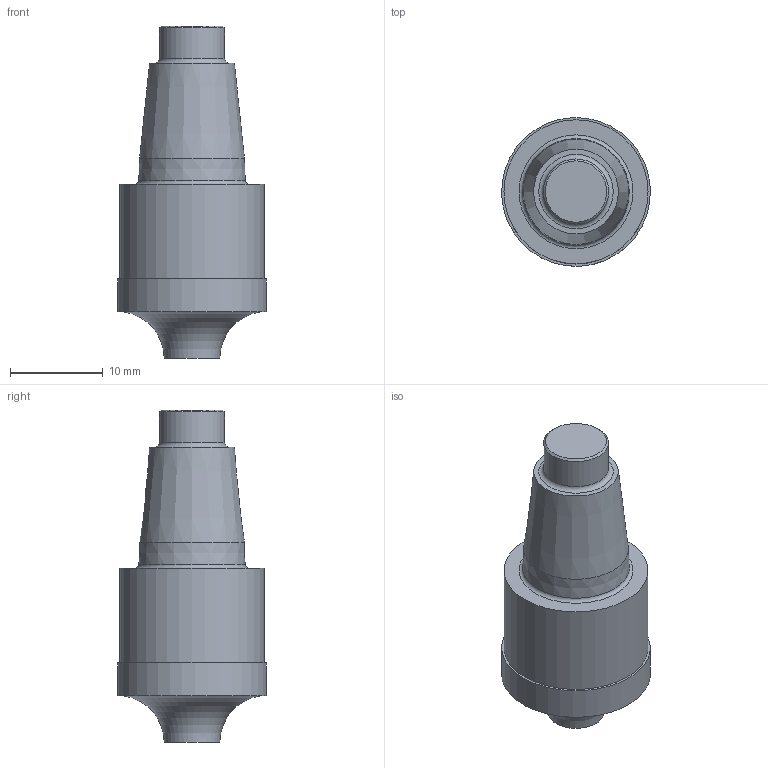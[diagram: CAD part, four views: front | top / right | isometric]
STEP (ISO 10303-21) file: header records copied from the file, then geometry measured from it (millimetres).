
FILE_DESCRIPTION(/* description */ (''),/* implementation_level */ '2;1');
FILE_NAME(/* name */ 'XVK310E16160D1K500Z4_Basic.stp',/* time_stamp */ '2022-07-20T14:44:29+05:00',/* author */ (''),/* organization */ (''),/* preprocessor_version */ 'ST-DEVELOPER v16.7',/* originating_system */ 'SIEMENS PLM Software NX 12.0',/* authorisation */ '');
FILE_SCHEMA (('AUTOMOTIVE_DESIGN { 1 0 10303 214 3 1 1 1 }'));
Length unit declared in the file: millimetre
Products named in the file (1): inco1898A528auer
Bounding box: 15.98 x 15.98 x 35.7 mm (x, y, z)
Volume: 4183.8 mm3; surface area: 1982.5 mm2
Topology: 2 solids, 2 shells, 15 faces, 24 edges, 16 vertices
Faces by surface type: plane 6, cylinder 3, torus 3, cone 3
Full cylindrical faces by diameter (mm): 7 x1, 15.5 x1, 16 x1
Entity records: 380 total; most frequent: DIRECTION 64, CARTESIAN_POINT 62, AXIS2_PLACEMENT_3D 32, EDGE_LOOP 26, ORIENTED_EDGE 26, FACE_BOUND 22, ADVANCED_FACE 15, VERTEX_POINT 13
